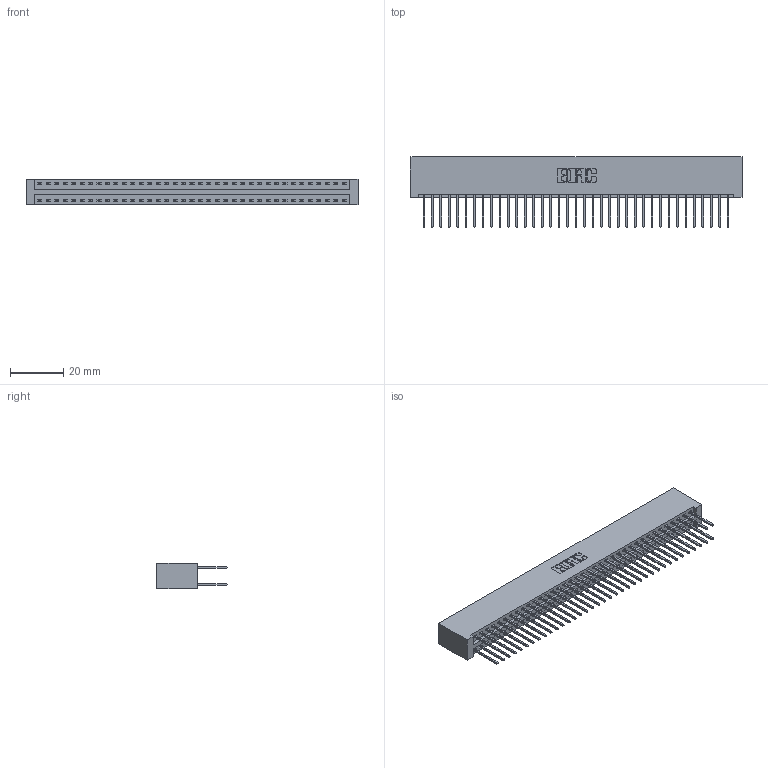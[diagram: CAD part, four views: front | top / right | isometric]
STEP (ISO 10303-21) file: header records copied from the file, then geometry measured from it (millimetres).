
FILE_DESCRIPTION (( 'STEP AP203' ), '1' );
FILE_NAME ('346-074-522-201.STEP', '2022-05-25T02:01:37', ( '' ), ( '' ), 'SwSTEP 2.0', 'SolidWorks 2020', '' );
FILE_SCHEMA (( 'CONFIG_CONTROL_DESIGN' ));
Length unit declared in the file: inch
Products named in the file (3): 346 Part_No Mounting Lugs; 345-292-001_345-293-122; 346-074-522-201
Assembly tree (75 placements, depth 2):
  346-074-522-201
    346 Part_No Mounting Lugs
    345-292-001_345-293-122  x74
Bounding box: 124.71 x 26.42 x 9.4 mm (x, y, z)
Volume: 12885.2 mm3; surface area: 18675.2 mm2
Topology: 75 solids, 75 shells, 3962 faces, 11775 edges, 7750 vertices
Faces by surface type: plane 2662, cylinder 1300
Entity records: 24561 total; most frequent: CARTESIAN_POINT 4052, ORIENTED_EDGE 3986, DIRECTION 3617, EDGE_CURVE 1993, LINE 1721, VECTOR 1721, VERTEX_POINT 1326, AXIS2_PLACEMENT_3D 948
